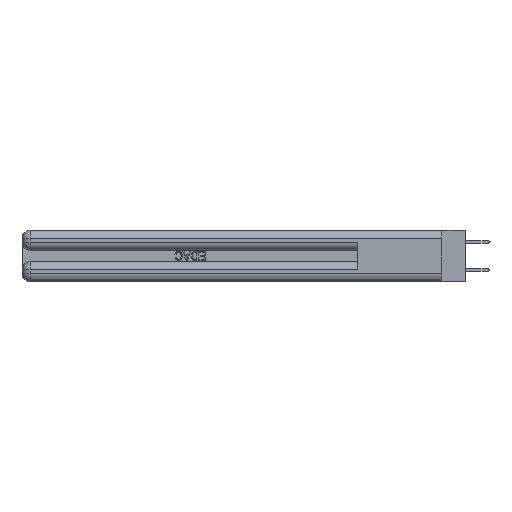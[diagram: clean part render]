
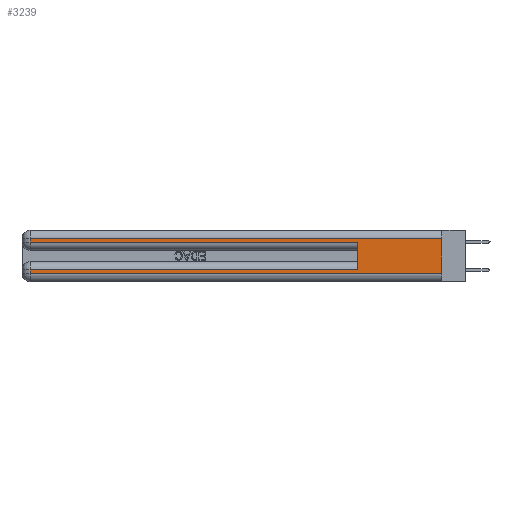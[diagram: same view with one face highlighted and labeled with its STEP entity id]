
A CAD part, left-side view. The second image highlights one B-rep face of the part: STEP entity #3239.
In plain terms, the highlighted planar face has unit normal (-1, 0, 0).
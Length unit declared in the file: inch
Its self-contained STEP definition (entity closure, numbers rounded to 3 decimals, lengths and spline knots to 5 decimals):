
#220 = CARTESIAN_POINT ( 'NONE',  ( 0., 0., 0.06 ) ) ;
#614 = CARTESIAN_POINT ( 'NONE',  ( 0., 2.94, 0.285 ) ) ;
#705 = DIRECTION ( 'NONE',  ( 0., 0., -1. ) ) ;
#894 = ORIENTED_EDGE ( 'NONE', *, *, #46726, .T. ) ;
#934 = VECTOR ( 'NONE', #18638, 39.37008 ) ;
#1169 = CARTESIAN_POINT ( 'NONE',  ( 0., 0., 0.285 ) ) ;
#1581 = VERTEX_POINT ( 'NONE', #33858 ) ;
#1681 = VERTEX_POINT ( 'NONE', #19449 ) ;
#2070 = CARTESIAN_POINT ( 'NONE',  ( 0., 0.6, 0.145 ) ) ;
#2120 = LINE ( 'NONE', #30844, #934 ) ;
#2158 = LINE ( 'NONE', #27173, #21060 ) ;
#2483 = LINE ( 'NONE', #11911, #21383 ) ;
#3032 = EDGE_CURVE ( 'NONE', #1581, #28209, #2158, .T. ) ;
#3239 = ADVANCED_FACE ( 'NONE', ( #42853 ), #25024, .F. ) ;
#3586 = ORIENTED_EDGE ( 'NONE', *, *, #41150, .F. ) ;
#4199 = VERTEX_POINT ( 'NONE', #17319 ) ;
#4243 = VECTOR ( 'NONE', #39642, 39.37008 ) ;
#6353 = EDGE_CURVE ( 'NONE', #4199, #32495, #40754, .T. ) ;
#7228 = DIRECTION ( 'NONE',  ( 0., 0., -1. ) ) ;
#8838 = DIRECTION ( 'NONE',  ( 0., -1., 0. ) ) ;
#10115 = DIRECTION ( 'NONE',  ( 0., 0., -1. ) ) ;
#11195 = EDGE_CURVE ( 'NONE', #32495, #18071, #2483, .T. ) ;
#11911 = CARTESIAN_POINT ( 'NONE',  ( 0., 0., 0.06 ) ) ;
#13391 = ORIENTED_EDGE ( 'NONE', *, *, #11195, .T. ) ;
#14732 = CARTESIAN_POINT ( 'NONE',  ( 0., 2.94, 0.37 ) ) ;
#15244 = DIRECTION ( 'NONE',  ( 0., 0., -1. ) ) ;
#15563 = LINE ( 'NONE', #2070, #4243 ) ;
#16635 = VERTEX_POINT ( 'NONE', #33130 ) ;
#17319 = CARTESIAN_POINT ( 'NONE',  ( 0., 2.94, 0.085 ) ) ;
#17418 = AXIS2_PLACEMENT_3D ( 'NONE', #47573, #32573, #10115 ) ;
#18038 = VECTOR ( 'NONE', #8838, 39.37008 ) ;
#18071 = VERTEX_POINT ( 'NONE', #220 ) ;
#18413 = VECTOR ( 'NONE', #705, 39.37008 ) ;
#18638 = DIRECTION ( 'NONE',  ( 0., 1., 0. ) ) ;
#19256 = EDGE_CURVE ( 'NONE', #1681, #4199, #2120, .T. ) ;
#19449 = CARTESIAN_POINT ( 'NONE',  ( 0., 0.6, 0.085 ) ) ;
#19454 = DIRECTION ( 'NONE',  ( 0., -1., 0. ) ) ;
#19573 = CARTESIAN_POINT ( 'NONE',  ( 0., 2.94, 0.37 ) ) ;
#21060 = VECTOR ( 'NONE', #34745, 39.37008 ) ;
#21383 = VECTOR ( 'NONE', #19454, 39.37008 ) ;
#23130 = ORIENTED_EDGE ( 'NONE', *, *, #6353, .T. ) ;
#25024 = PLANE ( 'NONE',  #17418 ) ;
#25803 = EDGE_CURVE ( 'NONE', #28209, #45071, #29056, .T. ) ;
#27173 = CARTESIAN_POINT ( 'NONE',  ( 0., 0., 0.31 ) ) ;
#27644 = CARTESIAN_POINT ( 'NONE',  ( 0., 2.94, 0.06 ) ) ;
#28209 = VERTEX_POINT ( 'NONE', #36877 ) ;
#29056 = LINE ( 'NONE', #14732, #36719 ) ;
#30092 = CARTESIAN_POINT ( 'NONE',  ( 0., 0., 0.37 ) ) ;
#30844 = CARTESIAN_POINT ( 'NONE',  ( 0., 0., 0.085 ) ) ;
#31354 = EDGE_CURVE ( 'NONE', #1681, #16635, #15563, .T. ) ;
#32294 = VECTOR ( 'NONE', #15244, 39.37008 ) ;
#32495 = VERTEX_POINT ( 'NONE', #27644 ) ;
#32573 = DIRECTION ( 'NONE',  ( 1., 0., 0. ) ) ;
#33130 = CARTESIAN_POINT ( 'NONE',  ( 0., 0.6, 0.285 ) ) ;
#33858 = CARTESIAN_POINT ( 'NONE',  ( 0., 0., 0.31 ) ) ;
#34745 = DIRECTION ( 'NONE',  ( 0., 1., 0. ) ) ;
#35838 = ORIENTED_EDGE ( 'NONE', *, *, #25803, .T. ) ;
#36098 = ORIENTED_EDGE ( 'NONE', *, *, #31354, .F. ) ;
#36719 = VECTOR ( 'NONE', #7228, 39.37008 ) ;
#36877 = CARTESIAN_POINT ( 'NONE',  ( 0., 2.94, 0.31 ) ) ;
#39642 = DIRECTION ( 'NONE',  ( 0., 0., 1. ) ) ;
#40754 = LINE ( 'NONE', #19573, #18413 ) ;
#41150 = EDGE_CURVE ( 'NONE', #1581, #18071, #42364, .T. ) ;
#42265 = ORIENTED_EDGE ( 'NONE', *, *, #19256, .T. ) ;
#42364 = LINE ( 'NONE', #30092, #32294 ) ;
#42853 = FACE_OUTER_BOUND ( 'NONE', #44064, .T. ) ;
#43133 = ORIENTED_EDGE ( 'NONE', *, *, #3032, .T. ) ;
#44064 = EDGE_LOOP ( 'NONE', ( #3586, #43133, #35838, #894, #36098, #42265, #23130, #13391 ) ) ;
#45071 = VERTEX_POINT ( 'NONE', #614 ) ;
#46726 = EDGE_CURVE ( 'NONE', #45071, #16635, #48016, .T. ) ;
#47573 = CARTESIAN_POINT ( 'NONE',  ( 0., 0., 0.37 ) ) ;
#48016 = LINE ( 'NONE', #1169, #18038 ) ;
